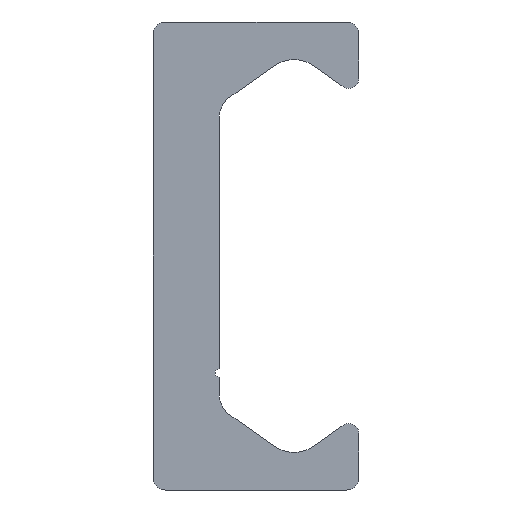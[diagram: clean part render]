
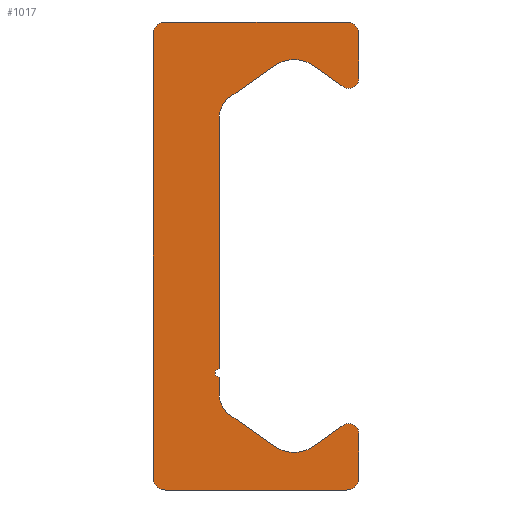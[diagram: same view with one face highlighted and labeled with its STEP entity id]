
A CAD part, left-side view. The second image highlights one B-rep face of the part: STEP entity #1017.
In plain terms, the highlighted planar face has unit normal (-1, 0, 0).
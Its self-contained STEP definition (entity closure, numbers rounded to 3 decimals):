
#276=CARTESIAN_POINT('',(0.0,5.4,-14.));
#277=VERTEX_POINT('',#276);
#284=CARTESIAN_POINT('',(0.0,6.15,-13.25));
#285=VERTEX_POINT('',#284);
#286=CARTESIAN_POINT('',(0.0,5.4,-13.25));
#287=DIRECTION('',(1.0,0.0,0.0));
#288=DIRECTION('',(0.0,0.0,-1.0));
#289=AXIS2_PLACEMENT_3D('',#286,#287,#288);
#290=CIRCLE('',#289,0.75);
#291=EDGE_CURVE('',#277,#285,#290,.T.);
#315=CARTESIAN_POINT('',(0.0,-5.4,-14.));
#316=VERTEX_POINT('',#315);
#323=CARTESIAN_POINT('',(0.0,-5.4,-14.));
#324=DIRECTION('',(0.0,1.0,0.0));
#325=VECTOR('',#324,10.8);
#326=LINE('',#323,#325);
#327=EDGE_CURVE('',#316,#277,#326,.T.);
#347=CARTESIAN_POINT('',(0.0,-6.15,-13.25));
#348=VERTEX_POINT('',#347);
#355=CARTESIAN_POINT('',(0.0,-5.4,-13.25));
#356=DIRECTION('',(1.0,0.0,0.0));
#357=DIRECTION('',(0.0,-1.0,0.0));
#358=AXIS2_PLACEMENT_3D('',#355,#356,#357);
#359=CIRCLE('',#358,0.75);
#360=EDGE_CURVE('',#348,#316,#359,.T.);
#379=CARTESIAN_POINT('',(0.0,-6.15,-10.63));
#380=VERTEX_POINT('',#379);
#387=CARTESIAN_POINT('',(0.0,-6.15,-10.63));
#388=DIRECTION('',(0.0,0.0,-1.0));
#389=VECTOR('',#388,2.62);
#390=LINE('',#387,#389);
#391=EDGE_CURVE('',#380,#348,#390,.T.);
#411=CARTESIAN_POINT('',(0.0,-5.206,-10.139));
#412=VERTEX_POINT('',#411);
#419=CARTESIAN_POINT('',(0.0,-5.55,-10.63));
#420=DIRECTION('',(1.0,0.0,0.0));
#421=DIRECTION('',(0.0,0.574,0.819));
#422=AXIS2_PLACEMENT_3D('',#419,#420,#421);
#423=CIRCLE('',#422,0.6);
#424=EDGE_CURVE('',#412,#380,#423,.T.);
#443=CARTESIAN_POINT('',(0.0,-3.417,-11.391));
#444=VERTEX_POINT('',#443);
#451=CARTESIAN_POINT('',(0.0,-3.417,-11.391));
#452=DIRECTION('',(0.0,-0.819,0.574));
#453=VECTOR('',#452,2.184);
#454=LINE('',#451,#453);
#455=EDGE_CURVE('',#444,#412,#454,.T.);
#475=CARTESIAN_POINT('',(0.0,-1.123,-11.391));
#476=VERTEX_POINT('',#475);
#483=CARTESIAN_POINT('',(0.0,-2.27,-9.753));
#484=DIRECTION('',(-1.0,0.0,0.0));
#485=DIRECTION('',(0.0,0.574,0.819));
#486=AXIS2_PLACEMENT_3D('',#483,#484,#485);
#487=CIRCLE('',#486,2.0);
#488=EDGE_CURVE('',#476,#444,#487,.T.);
#507=CARTESIAN_POINT('',(0.0,1.56,-9.512));
#508=VERTEX_POINT('',#507);
#515=CARTESIAN_POINT('',(0.0,1.56,-9.512));
#516=DIRECTION('',(0.0,-0.819,-0.574));
#517=VECTOR('',#516,3.276);
#518=LINE('',#515,#517);
#519=EDGE_CURVE('',#508,#476,#518,.T.);
#539=CARTESIAN_POINT('',(0.0,2.2,-8.283));
#540=VERTEX_POINT('',#539);
#547=CARTESIAN_POINT('',(0.0,0.7,-8.283));
#548=DIRECTION('',(-1.0,0.0,0.0));
#549=DIRECTION('',(0.0,-0.574,0.819));
#550=AXIS2_PLACEMENT_3D('',#547,#548,#549);
#551=CIRCLE('',#550,1.5);
#552=EDGE_CURVE('',#540,#508,#551,.T.);
#571=CARTESIAN_POINT('',(0.0,2.2,-7.25));
#572=VERTEX_POINT('',#571);
#579=CARTESIAN_POINT('',(0.0,2.2,-7.25));
#580=DIRECTION('',(0.0,0.0,-1.0));
#581=VECTOR('',#580,1.033);
#582=LINE('',#579,#581);
#583=EDGE_CURVE('',#572,#540,#582,.T.);
#603=CARTESIAN_POINT('',(0.0,2.2,-6.75));
#604=VERTEX_POINT('',#603);
#611=CARTESIAN_POINT('',(0.0,2.2,-7.));
#612=DIRECTION('',(-1.0,0.0,0.0));
#613=DIRECTION('',(0.0,0.0,1.0));
#614=AXIS2_PLACEMENT_3D('',#611,#612,#613);
#615=CIRCLE('',#614,0.25);
#616=EDGE_CURVE('',#604,#572,#615,.T.);
#635=CARTESIAN_POINT('',(0.0,2.2,8.283));
#636=VERTEX_POINT('',#635);
#643=CARTESIAN_POINT('',(0.0,2.2,8.283));
#644=DIRECTION('',(0.0,0.0,-1.0));
#645=VECTOR('',#644,15.033);
#646=LINE('',#643,#645);
#647=EDGE_CURVE('',#636,#604,#646,.T.);
#679=CARTESIAN_POINT('',(0.0,1.56,9.512));
#680=VERTEX_POINT('',#679);
#687=CARTESIAN_POINT('',(0.0,0.7,8.283));
#688=DIRECTION('',(-1.0,0.0,0.0));
#689=DIRECTION('',(0.0,-1.0,0.0));
#690=AXIS2_PLACEMENT_3D('',#687,#688,#689);
#691=CIRCLE('',#690,1.5);
#692=EDGE_CURVE('',#680,#636,#691,.T.);
#711=CARTESIAN_POINT('',(0.0,-1.123,11.391));
#712=VERTEX_POINT('',#711);
#719=CARTESIAN_POINT('',(0.0,-1.123,11.391));
#720=DIRECTION('',(0.0,0.819,-0.574));
#721=VECTOR('',#720,3.276);
#722=LINE('',#719,#721);
#723=EDGE_CURVE('',#712,#680,#722,.T.);
#743=CARTESIAN_POINT('',(0.0,-3.417,11.391));
#744=VERTEX_POINT('',#743);
#751=CARTESIAN_POINT('',(0.0,-2.27,9.753));
#752=DIRECTION('',(-1.0,0.0,0.0));
#753=DIRECTION('',(0.0,-0.574,-0.819));
#754=AXIS2_PLACEMENT_3D('',#751,#752,#753);
#755=CIRCLE('',#754,2.0);
#756=EDGE_CURVE('',#744,#712,#755,.T.);
#775=CARTESIAN_POINT('',(0.0,-5.206,10.139));
#776=VERTEX_POINT('',#775);
#783=CARTESIAN_POINT('',(0.0,-5.206,10.139));
#784=DIRECTION('',(0.0,0.819,0.574));
#785=VECTOR('',#784,2.184);
#786=LINE('',#783,#785);
#787=EDGE_CURVE('',#776,#744,#786,.T.);
#807=CARTESIAN_POINT('',(0.0,-6.15,10.63));
#808=VERTEX_POINT('',#807);
#815=CARTESIAN_POINT('',(0.0,-5.55,10.63));
#816=DIRECTION('',(1.0,0.0,0.0));
#817=DIRECTION('',(0.0,-1.0,0.0));
#818=AXIS2_PLACEMENT_3D('',#815,#816,#817);
#819=CIRCLE('',#818,0.6);
#820=EDGE_CURVE('',#808,#776,#819,.T.);
#839=CARTESIAN_POINT('',(0.0,-6.15,13.25));
#840=VERTEX_POINT('',#839);
#847=CARTESIAN_POINT('',(0.0,-6.15,13.25));
#848=DIRECTION('',(0.0,0.0,-1.0));
#849=VECTOR('',#848,2.62);
#850=LINE('',#847,#849);
#851=EDGE_CURVE('',#840,#808,#850,.T.);
#871=CARTESIAN_POINT('',(0.0,-5.4,14.));
#872=VERTEX_POINT('',#871);
#879=CARTESIAN_POINT('',(0.0,-5.4,13.25));
#880=DIRECTION('',(1.0,0.0,0.0));
#881=DIRECTION('',(0.0,0.0,1.0));
#882=AXIS2_PLACEMENT_3D('',#879,#880,#881);
#883=CIRCLE('',#882,0.75);
#884=EDGE_CURVE('',#872,#840,#883,.T.);
#903=CARTESIAN_POINT('',(0.0,5.4,14.));
#904=VERTEX_POINT('',#903);
#911=CARTESIAN_POINT('',(0.0,5.4,14.));
#912=DIRECTION('',(0.0,-1.0,0.0));
#913=VECTOR('',#912,10.8);
#914=LINE('',#911,#913);
#915=EDGE_CURVE('',#904,#872,#914,.T.);
#935=CARTESIAN_POINT('',(0.0,6.15,13.25));
#936=VERTEX_POINT('',#935);
#943=CARTESIAN_POINT('',(0.0,5.4,13.25));
#944=DIRECTION('',(1.0,0.0,0.0));
#945=DIRECTION('',(0.0,1.0,0.0));
#946=AXIS2_PLACEMENT_3D('',#943,#944,#945);
#947=CIRCLE('',#946,0.75);
#948=EDGE_CURVE('',#936,#904,#947,.T.);
#966=CARTESIAN_POINT('',(0.0,6.15,-13.25));
#967=DIRECTION('',(0.0,0.0,1.0));
#968=VECTOR('',#967,26.5);
#969=LINE('',#966,#968);
#970=EDGE_CURVE('',#285,#936,#969,.T.);
#988=CARTESIAN_POINT('',(0.0,1.352,-0.021));
#989=DIRECTION('',(1.0,0.0,0.0));
#990=DIRECTION('',(0.0,0.0,-1.0));
#991=AXIS2_PLACEMENT_3D('',#988,#989,#990);
#992=PLANE('',#991);
#993=ORIENTED_EDGE('',*,*,#970,.F.);
#994=ORIENTED_EDGE('',*,*,#291,.F.);
#995=ORIENTED_EDGE('',*,*,#327,.F.);
#996=ORIENTED_EDGE('',*,*,#360,.F.);
#997=ORIENTED_EDGE('',*,*,#391,.F.);
#998=ORIENTED_EDGE('',*,*,#424,.F.);
#999=ORIENTED_EDGE('',*,*,#455,.F.);
#1000=ORIENTED_EDGE('',*,*,#488,.F.);
#1001=ORIENTED_EDGE('',*,*,#519,.F.);
#1002=ORIENTED_EDGE('',*,*,#552,.F.);
#1003=ORIENTED_EDGE('',*,*,#583,.F.);
#1004=ORIENTED_EDGE('',*,*,#616,.F.);
#1005=ORIENTED_EDGE('',*,*,#647,.F.);
#1006=ORIENTED_EDGE('',*,*,#692,.F.);
#1007=ORIENTED_EDGE('',*,*,#723,.F.);
#1008=ORIENTED_EDGE('',*,*,#756,.F.);
#1009=ORIENTED_EDGE('',*,*,#787,.F.);
#1010=ORIENTED_EDGE('',*,*,#820,.F.);
#1011=ORIENTED_EDGE('',*,*,#851,.F.);
#1012=ORIENTED_EDGE('',*,*,#884,.F.);
#1013=ORIENTED_EDGE('',*,*,#915,.F.);
#1014=ORIENTED_EDGE('',*,*,#948,.F.);
#1015=EDGE_LOOP('',(#993,#994,#995,#996,#997,#998,#999,#1000,#1001,#1002,#1003,#1004,#1005,#1006,#1007,#1008,#1009,#1010,#1011,#1012,#1013,#1014));
#1016=FACE_OUTER_BOUND('',#1015,.T.);
#1017=ADVANCED_FACE('',(#1016),#992,.F.);
